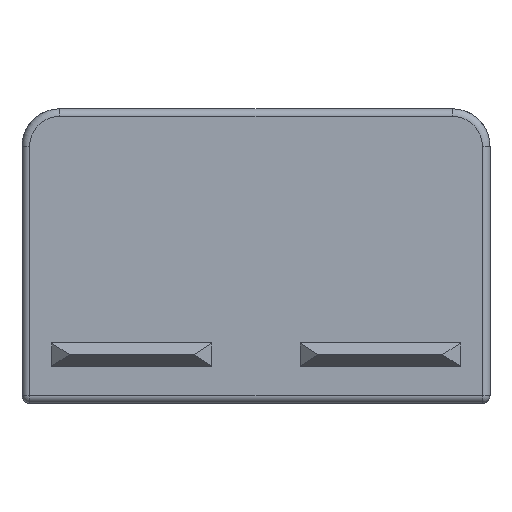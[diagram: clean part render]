
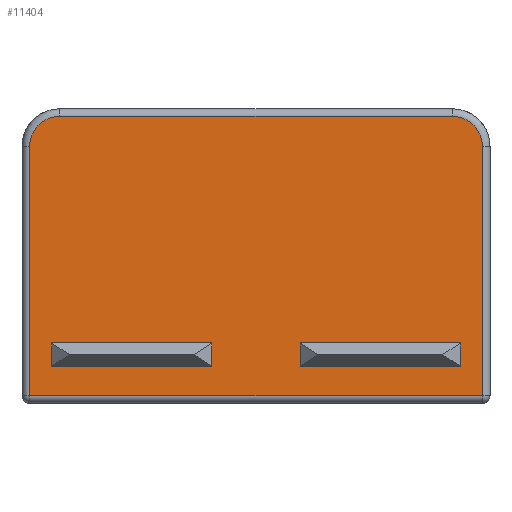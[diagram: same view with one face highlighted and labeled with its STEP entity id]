
A CAD part, front view. The second image highlights one B-rep face of the part: STEP entity #11404.
In plain terms, the highlighted planar face has unit normal (0, -1, 0).
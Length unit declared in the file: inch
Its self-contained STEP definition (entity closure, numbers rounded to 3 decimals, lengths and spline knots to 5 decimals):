
#114 = VERTEX_POINT ( 'NONE', #11061 ) ;
#713 = EDGE_CURVE ( 'NONE', #5318, #2105, #1454, .T. ) ;
#813 = VERTEX_POINT ( 'NONE', #4792 ) ;
#835 = VERTEX_POINT ( 'NONE', #936 ) ;
#936 = CARTESIAN_POINT ( 'NONE',  ( -0.0585, 0., -0.1152 ) ) ;
#1313 = CIRCLE ( 'NONE', #12018, 0.04 ) ;
#1331 = ORIENTED_EDGE ( 'NONE', *, *, #5420, .T. ) ;
#1434 = ORIENTED_EDGE ( 'NONE', *, *, #1620, .T. ) ;
#1454 = LINE ( 'NONE', #4473, #1626 ) ;
#1543 = DIRECTION ( 'NONE',  ( 0., 0., -1. ) ) ;
#1620 = EDGE_CURVE ( 'NONE', #11040, #12300, #3548, .T. ) ;
#1626 = VECTOR ( 'NONE', #2430, 39.37008 ) ;
#1834 = CARTESIAN_POINT ( 'NONE',  ( -0.2705, 0., -0.1152 ) ) ;
#1915 = EDGE_CURVE ( 'NONE', #7734, #813, #11071, .T. ) ;
#2105 = VERTEX_POINT ( 'NONE', #6652 ) ;
#2256 = VECTOR ( 'NONE', #7871, 39.37008 ) ;
#2364 = ORIENTED_EDGE ( 'NONE', *, *, #2666, .T. ) ;
#2420 = VECTOR ( 'NONE', #2532, 39.37008 ) ;
#2430 = DIRECTION ( 'NONE',  ( 1., 0., 0. ) ) ;
#2462 = VECTOR ( 'NONE', #12393, 39.37008 ) ;
#2515 = ORIENTED_EDGE ( 'NONE', *, *, #4096, .T. ) ;
#2529 = DIRECTION ( 'NONE',  ( 0., 0., -1. ) ) ;
#2532 = DIRECTION ( 'NONE',  ( -1., 0., 0. ) ) ;
#2539 = CARTESIAN_POINT ( 'NONE',  ( -0.2705, 0., -0.1462 ) ) ;
#2573 = VERTEX_POINT ( 'NONE', #9035 ) ;
#2666 = EDGE_CURVE ( 'NONE', #3187, #6413, #7958, .T. ) ;
#2802 = CARTESIAN_POINT ( 'NONE',  ( 0.3, 0., 0.145 ) ) ;
#2834 = CARTESIAN_POINT ( 'NONE',  ( -0.3, 0., -0.185 ) ) ;
#2864 = CARTESIAN_POINT ( 'NONE',  ( 0.2705, 0., -0.1152 ) ) ;
#2932 = ORIENTED_EDGE ( 'NONE', *, *, #8764, .T. ) ;
#2947 = LINE ( 'NONE', #10323, #5069 ) ;
#3004 = EDGE_LOOP ( 'NONE', ( #2515, #13028, #2364, #2932, #3455, #8118 ) ) ;
#3115 = CARTESIAN_POINT ( 'NONE',  ( -0.2705, 0., -0.1462 ) ) ;
#3187 = VERTEX_POINT ( 'NONE', #4246 ) ;
#3441 = LINE ( 'NONE', #3881, #2462 ) ;
#3455 = ORIENTED_EDGE ( 'NONE', *, *, #4425, .T. ) ;
#3548 = LINE ( 'NONE', #3656, #2420 ) ;
#3656 = CARTESIAN_POINT ( 'NONE',  ( 0.2705, 0., -0.1462 ) ) ;
#3663 = AXIS2_PLACEMENT_3D ( 'NONE', #5676, #8763, #2529 ) ;
#3881 = CARTESIAN_POINT ( 'NONE',  ( -0.2705, 0., -0.1152 ) ) ;
#4096 = EDGE_CURVE ( 'NONE', #2573, #9043, #2947, .T. ) ;
#4246 = CARTESIAN_POINT ( 'NONE',  ( 0.3, 0., -0.185 ) ) ;
#4282 = ORIENTED_EDGE ( 'NONE', *, *, #713, .T. ) ;
#4425 = EDGE_CURVE ( 'NONE', #114, #9782, #6044, .T. ) ;
#4473 = CARTESIAN_POINT ( 'NONE',  ( 0.0585, 0., -0.1152 ) ) ;
#4477 = VECTOR ( 'NONE', #12462, 39.37008 ) ;
#4792 = CARTESIAN_POINT ( 'NONE',  ( -0.0585, 0., -0.1462 ) ) ;
#4825 = CARTESIAN_POINT ( 'NONE',  ( 0.2705, 0., -0.1462 ) ) ;
#5020 = LINE ( 'NONE', #5660, #2256 ) ;
#5069 = VECTOR ( 'NONE', #11376, 39.37008 ) ;
#5237 = CIRCLE ( 'NONE', #10836, 0.04 ) ;
#5318 = VERTEX_POINT ( 'NONE', #5529 ) ;
#5400 = DIRECTION ( 'NONE',  ( -1., 0., 0. ) ) ;
#5420 = EDGE_CURVE ( 'NONE', #2105, #11040, #10585, .T. ) ;
#5513 = VECTOR ( 'NONE', #12038, 39.37008 ) ;
#5529 = CARTESIAN_POINT ( 'NONE',  ( 0.0585, 0., -0.1152 ) ) ;
#5660 = CARTESIAN_POINT ( 'NONE',  ( 0.0585, 0., -0.1462 ) ) ;
#5676 = CARTESIAN_POINT ( 'NONE',  ( 0.31, 0., -0.195 ) ) ;
#5749 = DIRECTION ( 'NONE',  ( 0., 0., -1. ) ) ;
#5752 = ORIENTED_EDGE ( 'NONE', *, *, #9144, .F. ) ;
#5891 = VERTEX_POINT ( 'NONE', #1834 ) ;
#5960 = ORIENTED_EDGE ( 'NONE', *, *, #9186, .F. ) ;
#6044 = LINE ( 'NONE', #10591, #9654 ) ;
#6248 = EDGE_CURVE ( 'NONE', #12300, #5318, #5020, .T. ) ;
#6413 = VERTEX_POINT ( 'NONE', #12514 ) ;
#6579 = PLANE ( 'NONE',  #3663 ) ;
#6652 = CARTESIAN_POINT ( 'NONE',  ( 0.2705, 0., -0.1152 ) ) ;
#6702 = DIRECTION ( 'NONE',  ( 0., -1., 0. ) ) ;
#7051 = EDGE_CURVE ( 'NONE', #835, #5891, #12022, .T. ) ;
#7658 = LINE ( 'NONE', #10978, #5513 ) ;
#7734 = VERTEX_POINT ( 'NONE', #2539 ) ;
#7785 = VECTOR ( 'NONE', #11281, 39.37008 ) ;
#7871 = DIRECTION ( 'NONE',  ( 0., 0., 1. ) ) ;
#7958 = LINE ( 'NONE', #2802, #7785 ) ;
#8035 = ORIENTED_EDGE ( 'NONE', *, *, #6248, .T. ) ;
#8104 = EDGE_LOOP ( 'NONE', ( #8035, #4282, #1331, #1434 ) ) ;
#8118 = ORIENTED_EDGE ( 'NONE', *, *, #12570, .T. ) ;
#8248 = CARTESIAN_POINT ( 'NONE',  ( -0.0585, 0., -0.1462 ) ) ;
#8306 = VECTOR ( 'NONE', #12661, 39.37008 ) ;
#8322 = ORIENTED_EDGE ( 'NONE', *, *, #7051, .F. ) ;
#8743 = DIRECTION ( 'NONE',  ( 0., -1., 0. ) ) ;
#8763 = DIRECTION ( 'NONE',  ( 0., -1., 0. ) ) ;
#8764 = EDGE_CURVE ( 'NONE', #6413, #114, #5237, .T. ) ;
#9035 = CARTESIAN_POINT ( 'NONE',  ( -0.3, 0., 0.145 ) ) ;
#9043 = VERTEX_POINT ( 'NONE', #2834 ) ;
#9090 = DIRECTION ( 'NONE',  ( 0., 0., -1. ) ) ;
#9122 = CARTESIAN_POINT ( 'NONE',  ( -0.0585, 0., -0.1152 ) ) ;
#9144 = EDGE_CURVE ( 'NONE', #813, #835, #10499, .T. ) ;
#9186 = EDGE_CURVE ( 'NONE', #5891, #7734, #3441, .T. ) ;
#9564 = FACE_BOUND ( 'NONE', #8104, .T. ) ;
#9654 = VECTOR ( 'NONE', #5400, 39.37008 ) ;
#9782 = VERTEX_POINT ( 'NONE', #13571 ) ;
#9984 = EDGE_CURVE ( 'NONE', #9043, #3187, #7658, .T. ) ;
#10167 = VECTOR ( 'NONE', #13516, 39.37008 ) ;
#10323 = CARTESIAN_POINT ( 'NONE',  ( -0.3, 0., -0.195 ) ) ;
#10425 = VECTOR ( 'NONE', #9090, 39.37008 ) ;
#10499 = LINE ( 'NONE', #8248, #10167 ) ;
#10548 = FACE_OUTER_BOUND ( 'NONE', #3004, .T. ) ;
#10585 = LINE ( 'NONE', #2864, #10425 ) ;
#10591 = CARTESIAN_POINT ( 'NONE',  ( -0.26, 0., 0.185 ) ) ;
#10836 = AXIS2_PLACEMENT_3D ( 'NONE', #12078, #6702, #1543 ) ;
#10978 = CARTESIAN_POINT ( 'NONE',  ( 0.31, 0., -0.185 ) ) ;
#11040 = VERTEX_POINT ( 'NONE', #4825 ) ;
#11061 = CARTESIAN_POINT ( 'NONE',  ( 0.26, 0., 0.185 ) ) ;
#11071 = LINE ( 'NONE', #3115, #8306 ) ;
#11281 = DIRECTION ( 'NONE',  ( 0., 0., 1. ) ) ;
#11376 = DIRECTION ( 'NONE',  ( 0., 0., -1. ) ) ;
#11404 = ADVANCED_FACE ( 'NONE', ( #9564, #10548, #12326 ), #6579, .T. ) ;
#11910 = EDGE_LOOP ( 'NONE', ( #8322, #5752, #13181, #5960 ) ) ;
#12018 = AXIS2_PLACEMENT_3D ( 'NONE', #12991, #8743, #5749 ) ;
#12022 = LINE ( 'NONE', #9122, #4477 ) ;
#12038 = DIRECTION ( 'NONE',  ( 1., 0., 0. ) ) ;
#12078 = CARTESIAN_POINT ( 'NONE',  ( 0.26, 0., 0.145 ) ) ;
#12300 = VERTEX_POINT ( 'NONE', #13228 ) ;
#12326 = FACE_BOUND ( 'NONE', #11910, .T. ) ;
#12393 = DIRECTION ( 'NONE',  ( 0., 0., -1. ) ) ;
#12462 = DIRECTION ( 'NONE',  ( -1., 0., 0. ) ) ;
#12514 = CARTESIAN_POINT ( 'NONE',  ( 0.3, 0., 0.145 ) ) ;
#12570 = EDGE_CURVE ( 'NONE', #9782, #2573, #1313, .T. ) ;
#12661 = DIRECTION ( 'NONE',  ( 1., 0., 0. ) ) ;
#12991 = CARTESIAN_POINT ( 'NONE',  ( -0.26, 0., 0.145 ) ) ;
#13028 = ORIENTED_EDGE ( 'NONE', *, *, #9984, .T. ) ;
#13181 = ORIENTED_EDGE ( 'NONE', *, *, #1915, .F. ) ;
#13228 = CARTESIAN_POINT ( 'NONE',  ( 0.0585, 0., -0.1462 ) ) ;
#13516 = DIRECTION ( 'NONE',  ( 0., 0., 1. ) ) ;
#13571 = CARTESIAN_POINT ( 'NONE',  ( -0.26, 0., 0.185 ) ) ;
